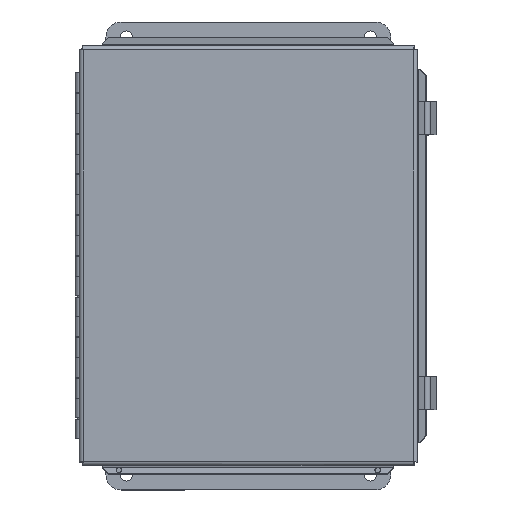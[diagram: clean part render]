
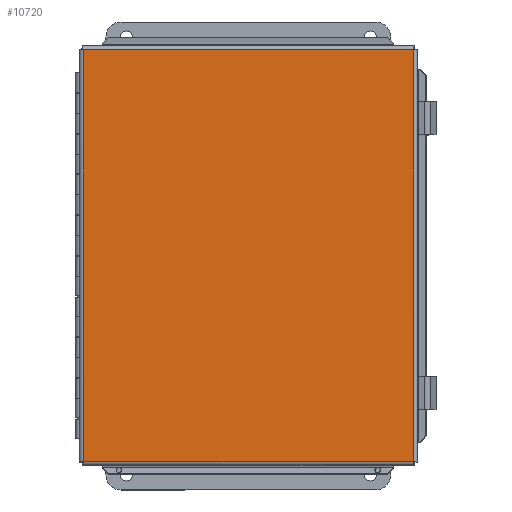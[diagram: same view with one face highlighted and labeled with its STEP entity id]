
A CAD part, top view. The second image highlights one B-rep face of the part: STEP entity #10720.
In plain terms, the highlighted face is planar.
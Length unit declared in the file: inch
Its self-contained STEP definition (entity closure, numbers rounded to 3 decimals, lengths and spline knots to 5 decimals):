
#10039=CARTESIAN_POINT('',(8.21675,0.09325,0.));
#10040=VERTEX_POINT('',#10039);
#10051=CARTESIAN_POINT('',(8.21675,10.21675,0.));
#10052=VERTEX_POINT('',#10051);
#10053=CARTESIAN_POINT('',(8.21675,10.21675,0.));
#10054=DIRECTION('',(0.0,-1.0,0.0));
#10055=VECTOR('',#10054,10.1235);
#10056=LINE('',#10053,#10055);
#10057=EDGE_CURVE('',#10052,#10040,#10056,.T.);
#10217=CARTESIAN_POINT('',(0.09325,0.09325,0.));
#10218=VERTEX_POINT('',#10217);
#10229=CARTESIAN_POINT('',(8.21675,0.09325,0.));
#10230=DIRECTION('',(-1.0,0.0,0.0));
#10231=VECTOR('',#10230,8.1235);
#10232=LINE('',#10229,#10231);
#10233=EDGE_CURVE('',#10040,#10218,#10232,.T.);
#10386=CARTESIAN_POINT('',(0.09325,10.21675,0.));
#10387=VERTEX_POINT('',#10386);
#10398=CARTESIAN_POINT('',(0.09325,0.09325,0.));
#10399=DIRECTION('',(0.0,1.0,0.0));
#10400=VECTOR('',#10399,10.1235);
#10401=LINE('',#10398,#10400);
#10402=EDGE_CURVE('',#10218,#10387,#10401,.T.);
#10565=CARTESIAN_POINT('',(0.09325,10.21675,0.));
#10566=DIRECTION('',(1.0,0.0,0.0));
#10567=VECTOR('',#10566,8.1235);
#10568=LINE('',#10565,#10567);
#10569=EDGE_CURVE('',#10387,#10052,#10568,.T.);
#10709=CARTESIAN_POINT('',(4.155,5.155,0.));
#10710=DIRECTION('',(0.0,0.0,1.0));
#10711=DIRECTION('',(1.0,0.0,0.0));
#10712=AXIS2_PLACEMENT_3D('',#10709,#10710,#10711);
#10713=PLANE('',#10712);
#10714=ORIENTED_EDGE('',*,*,#10057,.T.);
#10715=ORIENTED_EDGE('',*,*,#10233,.T.);
#10716=ORIENTED_EDGE('',*,*,#10402,.T.);
#10717=ORIENTED_EDGE('',*,*,#10569,.T.);
#10718=EDGE_LOOP('',(#10714,#10715,#10716,#10717));
#10719=FACE_OUTER_BOUND('',#10718,.T.);
#10720=ADVANCED_FACE('',(#10719),#10713,.F.);
